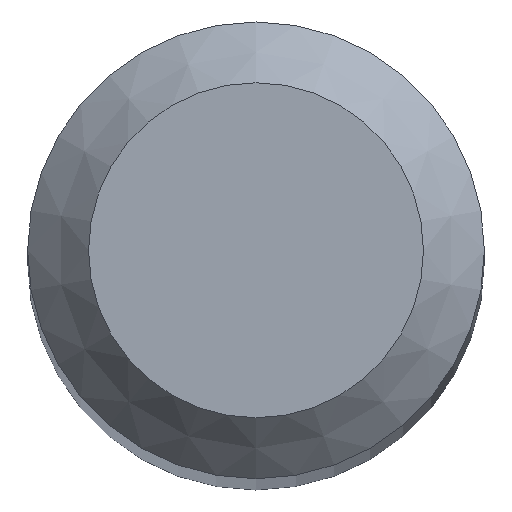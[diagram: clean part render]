
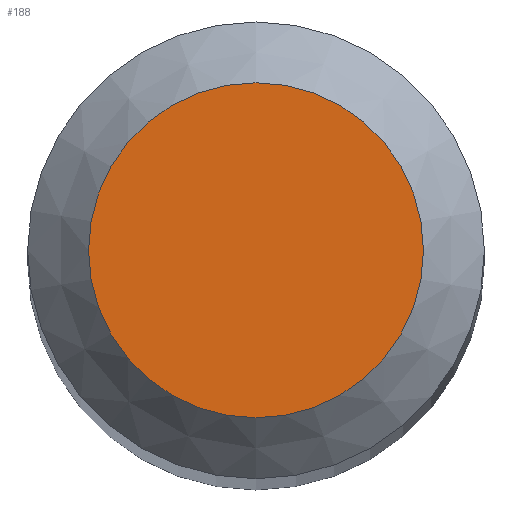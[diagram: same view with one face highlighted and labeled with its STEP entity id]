
A CAD part, top view. The second image highlights one B-rep face of the part: STEP entity #188.
In plain terms, the highlighted planar face has unit normal (0, 0, 1).
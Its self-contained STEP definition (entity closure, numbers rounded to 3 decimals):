
#4 = ORIENTED_EDGE ( 'NONE', *, *, #89, .F. ) ;
#14 = AXIS2_PLACEMENT_3D ( 'NONE', #262, #106, #25 ) ;
#22 = PLANE ( 'NONE',  #14 ) ;
#25 = DIRECTION ( 'NONE',  ( 0., 1., 0. ) ) ;
#41 = AXIS2_PLACEMENT_3D ( 'NONE', #181, #255, #236 ) ;
#49 = EDGE_LOOP ( 'NONE', ( #4 ) ) ;
#89 = EDGE_CURVE ( 'NONE', #144, #144, #252, .T. ) ;
#106 = DIRECTION ( 'NONE',  ( 0., 0., -1. ) ) ;
#144 = VERTEX_POINT ( 'NONE', #185 ) ;
#181 = CARTESIAN_POINT ( 'NONE',  ( 0., 0., 62. ) ) ;
#185 = CARTESIAN_POINT ( 'NONE',  ( 0., 1.1, 62. ) ) ;
#188 = ADVANCED_FACE ( 'NONE', ( #207 ), #22, .F. ) ;
#207 = FACE_OUTER_BOUND ( 'NONE', #49, .T. ) ;
#236 = DIRECTION ( 'NONE',  ( 0., 1., 0. ) ) ;
#252 = CIRCLE ( 'NONE', #41, 1.1 ) ;
#255 = DIRECTION ( 'NONE',  ( 0., 0., -1. ) ) ;
#262 = CARTESIAN_POINT ( 'NONE',  ( 0., 0., 62. ) ) ;
